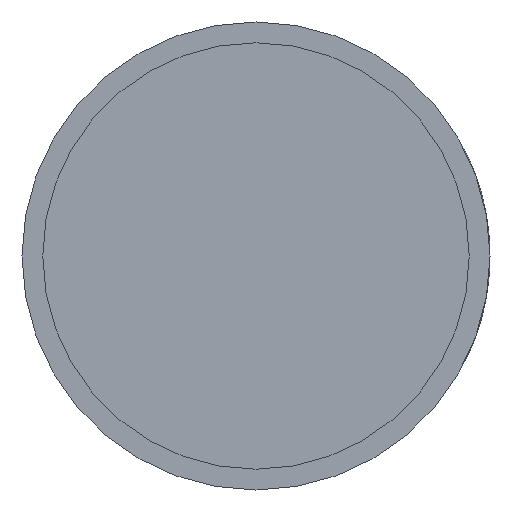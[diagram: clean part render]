
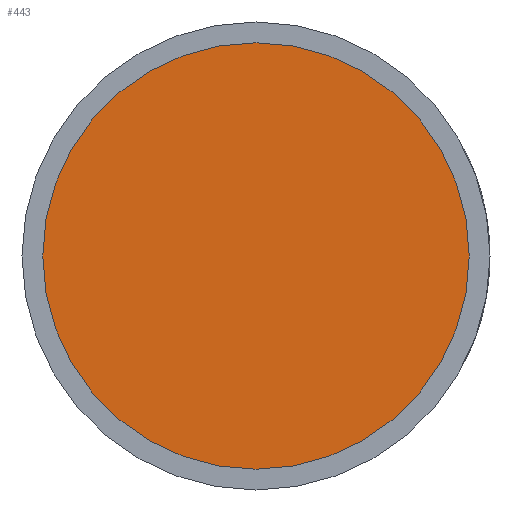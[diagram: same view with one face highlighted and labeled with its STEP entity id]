
A CAD part, front view. The second image highlights one B-rep face of the part: STEP entity #443.
In plain terms, the highlighted planar face has unit normal (0, -1, 0).
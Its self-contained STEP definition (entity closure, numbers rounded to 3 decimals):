
#57=PLANE('',#503);
#112=FACE_OUTER_BOUND('',#150,.T.);
#150=EDGE_LOOP('',(#331));
#207=CIRCLE('',#501,16.4);
#232=VERTEX_POINT('',#703);
#275=EDGE_CURVE('',#232,#232,#207,.T.);
#331=ORIENTED_EDGE('',*,*,#275,.F.);
#443=ADVANCED_FACE('',(#112),#57,.T.);
#501=AXIS2_PLACEMENT_3D('',#704,#569,#570);
#503=AXIS2_PLACEMENT_3D('',#707,#573,#574);
#569=DIRECTION('center_axis',(0.,1.,0.));
#570=DIRECTION('ref_axis',(-1.,0.,0.));
#573=DIRECTION('center_axis',(0.,-1.,0.));
#574=DIRECTION('ref_axis',(0.,0.,-1.));
#703=CARTESIAN_POINT('',(16.4,3.,0.));
#704=CARTESIAN_POINT('Origin',(0.,3.,0.));
#707=CARTESIAN_POINT('Origin',(0.,3.,0.));
